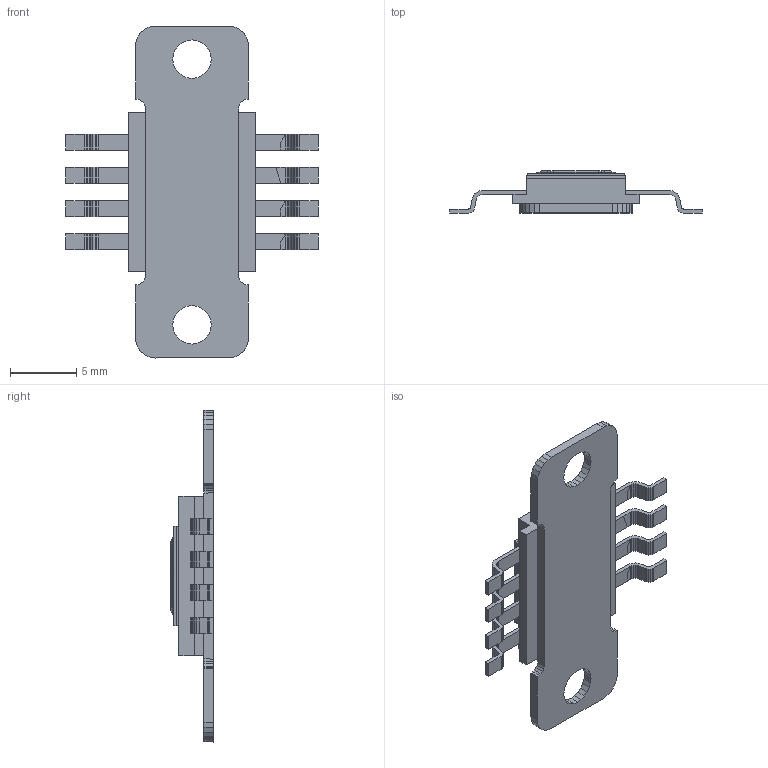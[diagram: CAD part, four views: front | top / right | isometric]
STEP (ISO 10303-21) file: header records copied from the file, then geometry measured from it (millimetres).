
FILE_DESCRIPTION (( 'STEP AP214' ), '1' );
FILE_NAME ('User Library-4116.8-3.STEP', '2017-10-13T10:14:32', ( 'Windows User' ), ( '' ), 'SwSTEP 2.0', 'SolidWorks 2017', '' );
FILE_SCHEMA (( 'AUTOMOTIVE_DESIGN' ));
Length unit declared in the file: millimetre
Products named in the file (8): User Library-4116.8-3_f2001; User Library-4116.8-3__001002; User Library-4116.8-3__001001; User Library-4116.8-3_f001; User Library-4116.8-3_Cut001; User Library-4116.8-3_Cube; User Library-4116.8-3_f002; User Library-4116.8-3
Assembly tree (7 placements, depth 2):
  User Library-4116.8-3
    User Library-4116.8-3_f002
    User Library-4116.8-3_Cube
    User Library-4116.8-3_Cut001
    User Library-4116.8-3_f001
    User Library-4116.8-3__001001
    User Library-4116.8-3__001002
    User Library-4116.8-3_f2001
Bounding box: 19 x 3.2 x 25 mm (x, y, z)
Volume: 357.4 mm3; surface area: 1120.7 mm2
Topology: 14 solids, 14 shells, 524 faces, 1401 edges, 906 vertices
Faces by surface type: plane 524
Entity records: 22038 total; most frequent: CARTESIAN_POINT 2841, ORIENTED_EDGE 2802, DIRECTION 2469, EDGE_CURVE 1401, LINE 1401, VECTOR 1401, VERTEX_POINT 906, UNCERTAINTY_MEASURE_WITH_UNIT 553
